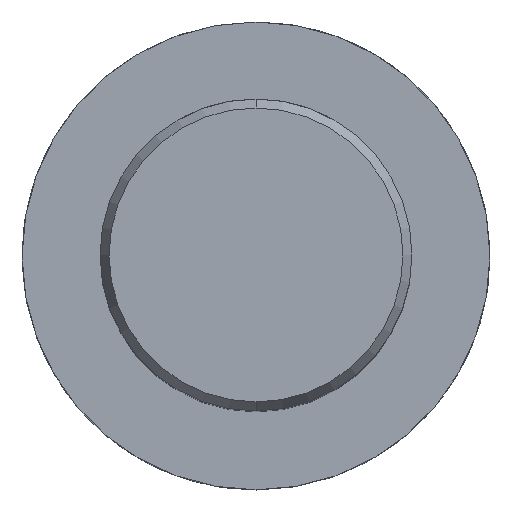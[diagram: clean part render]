
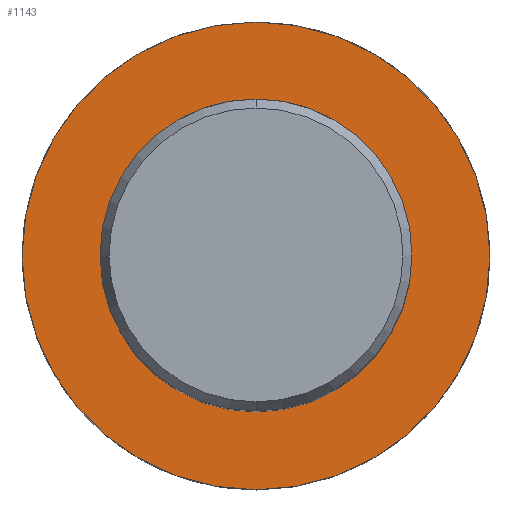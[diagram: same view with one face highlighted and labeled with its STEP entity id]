
A CAD part, top view. The second image highlights one B-rep face of the part: STEP entity #1143.
In plain terms, the highlighted planar face has unit normal (0, 0, 1).
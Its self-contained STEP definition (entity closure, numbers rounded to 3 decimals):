
#449=EDGE_CURVE('',#913,#1229,#1286,.T.);
#547=EDGE_CURVE('',#883,#1003,#1394,.T.);
#857=EDGE_CURVE('',#1229,#913,#1726,.T.);
#875=EDGE_CURVE('',#1003,#883,#1747,.T.);
#883=VERTEX_POINT('',#1756);
#913=VERTEX_POINT('',#1788);
#1003=VERTEX_POINT('',#1885);
#1143=ADVANCED_FACE('',(#2040,#2041),#2042,.T.);
#1229=VERTEX_POINT('',#2135);
#1286=CIRCLE('',#2212,20.0);
#1394=CIRCLE('',#2694,30.0);
#1726=CIRCLE('',#4056,20.0);
#1747=CIRCLE('',#4316,30.0);
#1756=CARTESIAN_POINT('',(0.,-30.0,-70.0));
#1788=CARTESIAN_POINT('',(0.0,20.0,-70.0));
#1885=CARTESIAN_POINT('',(0.0,30.0,-70.0));
#2040=FACE_BOUND('',#5072,.T.);
#2041=FACE_OUTER_BOUND('',#5073,.T.);
#2042=PLANE('',#5074);
#2135=CARTESIAN_POINT('',(0.,-20.0,-70.0));
#2212=AXIS2_PLACEMENT_3D('',#5727,#5728,#5729);
#2694=AXIS2_PLACEMENT_3D('',#5839,#5840,#5841);
#4056=AXIS2_PLACEMENT_3D('',#6166,#6167,#6168);
#4316=AXIS2_PLACEMENT_3D('',#6193,#6194,#6195);
#5072=EDGE_LOOP('',(#6552,#6553));
#5073=EDGE_LOOP('',(#6554,#6555));
#5074=AXIS2_PLACEMENT_3D('',#6556,#6557,#6558);
#5727=CARTESIAN_POINT('',(0.0,0.0,-70.0));
#5728=DIRECTION('',(-0.0,0.0,-1.0));
#5729=DIRECTION('',(0.0,1.0,0.0));
#5839=CARTESIAN_POINT('',(0.0,0.0,-70.0));
#5840=DIRECTION('',(0.0,0.0,-1.0));
#5841=DIRECTION('',(0.0,1.0,0.0));
#6166=CARTESIAN_POINT('',(0.0,0.0,-70.0));
#6167=DIRECTION('',(-0.0,0.0,-1.0));
#6168=DIRECTION('',(0.0,1.0,0.0));
#6193=CARTESIAN_POINT('',(0.0,0.0,-70.0));
#6194=DIRECTION('',(0.0,0.0,-1.0));
#6195=DIRECTION('',(0.0,1.0,0.0));
#6552=ORIENTED_EDGE('',*,*,#449,.T.);
#6553=ORIENTED_EDGE('',*,*,#857,.T.);
#6554=ORIENTED_EDGE('',*,*,#875,.F.);
#6555=ORIENTED_EDGE('',*,*,#547,.F.);
#6556=CARTESIAN_POINT('',(0.0,15.0,-70.0));
#6557=DIRECTION('',(-0.0,0.0,1.0));
#6558=DIRECTION('',(0.0,-1.0,0.0));
